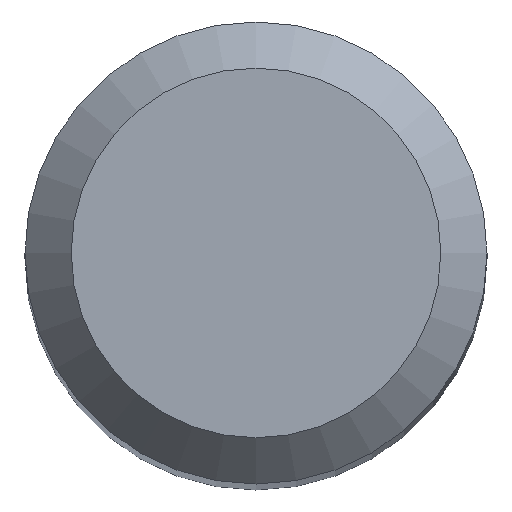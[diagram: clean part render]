
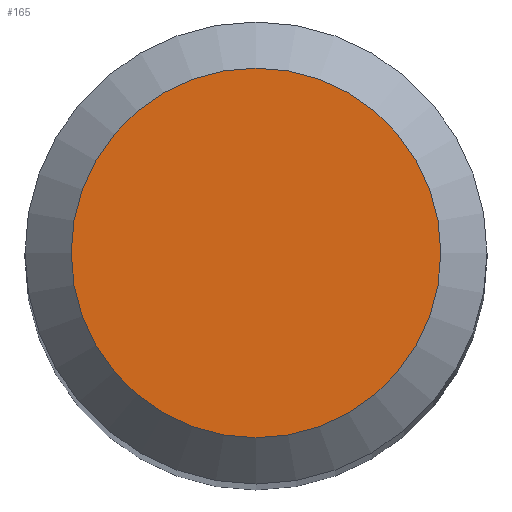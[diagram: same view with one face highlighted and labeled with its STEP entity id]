
A CAD part, top view. The second image highlights one B-rep face of the part: STEP entity #165.
In plain terms, the highlighted planar face has unit normal (0, 0, 1).
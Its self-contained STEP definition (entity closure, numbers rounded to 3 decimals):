
#16 = DIRECTION ( 'NONE',  ( 0., 0., -1. ) ) ;
#17 = AXIS2_PLACEMENT_3D ( 'NONE', #182, #16, #61 ) ;
#56 = CARTESIAN_POINT ( 'NONE',  ( 0., 0., 38. ) ) ;
#61 = DIRECTION ( 'NONE',  ( 0., 1., 0. ) ) ;
#67 = VERTEX_POINT ( 'NONE', #218 ) ;
#72 = EDGE_CURVE ( 'NONE', #67, #67, #240, .T. ) ;
#73 = FACE_OUTER_BOUND ( 'NONE', #92, .T. ) ;
#92 = EDGE_LOOP ( 'NONE', ( #175 ) ) ;
#109 = DIRECTION ( 'NONE',  ( 0., 0., -1. ) ) ;
#130 = DIRECTION ( 'NONE',  ( 0., 1., 0. ) ) ;
#146 = PLANE ( 'NONE',  #235 ) ;
#165 = ADVANCED_FACE ( 'NONE', ( #73 ), #146, .F. ) ;
#175 = ORIENTED_EDGE ( 'NONE', *, *, #72, .F. ) ;
#182 = CARTESIAN_POINT ( 'NONE',  ( 0., 0., 38. ) ) ;
#218 = CARTESIAN_POINT ( 'NONE',  ( 0., 1.6, 38. ) ) ;
#235 = AXIS2_PLACEMENT_3D ( 'NONE', #56, #109, #130 ) ;
#240 = CIRCLE ( 'NONE', #17, 1.6 ) ;
